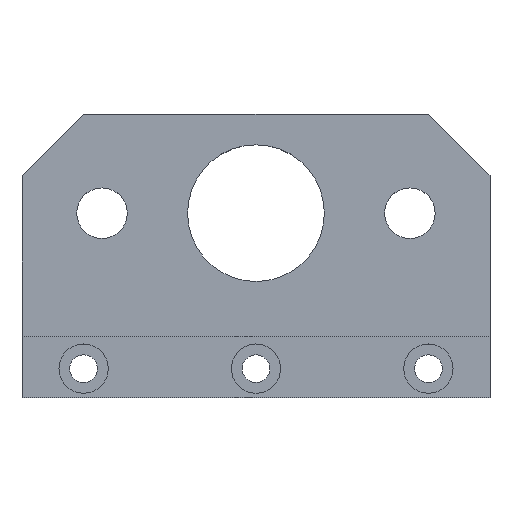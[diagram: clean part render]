
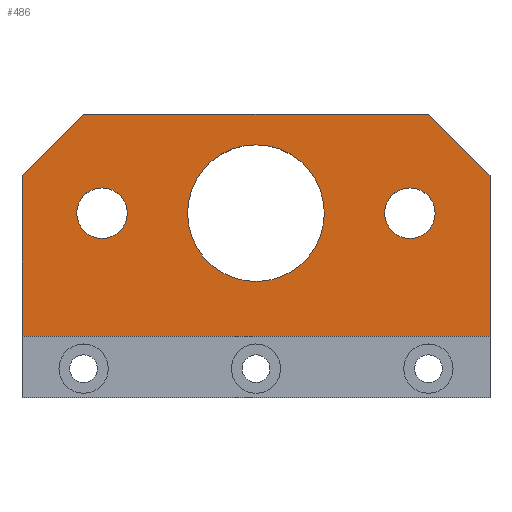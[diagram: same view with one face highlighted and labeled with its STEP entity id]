
A CAD part, top view. The second image highlights one B-rep face of the part: STEP entity #486.
In plain terms, the highlighted planar face has unit normal (0, 0, 1).
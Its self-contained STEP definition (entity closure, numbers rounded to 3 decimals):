
#116=LINE('',#784,#149);
#118=LINE('',#789,#151);
#119=LINE('',#791,#152);
#120=LINE('',#793,#153);
#121=LINE('',#794,#154);
#122=LINE('',#795,#155);
#149=VECTOR('',#644,10.);
#151=VECTOR('',#648,10.);
#152=VECTOR('',#649,10.);
#153=VECTOR('',#650,10.);
#154=VECTOR('',#651,10.);
#155=VECTOR('',#652,10.);
#184=FACE_BOUND('',#234,.T.);
#185=FACE_BOUND('',#235,.T.);
#186=FACE_BOUND('',#236,.T.);
#208=FACE_OUTER_BOUND('',#233,.T.);
#233=EDGE_LOOP('',(#401,#402,#403,#404,#405,#406));
#234=EDGE_LOOP('',(#407));
#235=EDGE_LOOP('',(#408));
#236=EDGE_LOOP('',(#409));
#268=CIRCLE('',#542,4.1);
#270=CIRCLE('',#545,4.1);
#271=CIRCLE('',#548,11.1);
#287=VERTEX_POINT('',#768);
#289=VERTEX_POINT('',#774);
#292=VERTEX_POINT('',#781);
#293=VERTEX_POINT('',#783);
#294=VERTEX_POINT('',#787);
#295=VERTEX_POINT('',#788);
#296=VERTEX_POINT('',#790);
#297=VERTEX_POINT('',#792);
#298=VERTEX_POINT('',#796);
#328=EDGE_CURVE('',#287,#287,#268,.T.);
#331=EDGE_CURVE('',#289,#289,#270,.T.);
#334=EDGE_CURVE('',#292,#293,#116,.T.);
#336=EDGE_CURVE('',#294,#295,#118,.T.);
#337=EDGE_CURVE('',#296,#294,#119,.T.);
#338=EDGE_CURVE('',#297,#296,#120,.T.);
#339=EDGE_CURVE('',#293,#297,#121,.T.);
#340=EDGE_CURVE('',#295,#292,#122,.T.);
#341=EDGE_CURVE('',#298,#298,#271,.T.);
#401=ORIENTED_EDGE('',*,*,#336,.F.);
#402=ORIENTED_EDGE('',*,*,#337,.F.);
#403=ORIENTED_EDGE('',*,*,#338,.F.);
#404=ORIENTED_EDGE('',*,*,#339,.F.);
#405=ORIENTED_EDGE('',*,*,#334,.F.);
#406=ORIENTED_EDGE('',*,*,#340,.F.);
#407=ORIENTED_EDGE('',*,*,#328,.T.);
#408=ORIENTED_EDGE('',*,*,#331,.T.);
#409=ORIENTED_EDGE('',*,*,#341,.F.);
#465=PLANE('',#547);
#486=ADVANCED_FACE('',(#208,#184,#185,#186),#465,.F.);
#542=AXIS2_PLACEMENT_3D('',#770,#631,#632);
#545=AXIS2_PLACEMENT_3D('',#776,#638,#639);
#547=AXIS2_PLACEMENT_3D('',#786,#646,#647);
#548=AXIS2_PLACEMENT_3D('',#797,#653,#654);
#631=DIRECTION('center_axis',(0.,0.,-1.));
#632=DIRECTION('ref_axis',(-1.,0.,0.));
#638=DIRECTION('center_axis',(0.,0.,-1.));
#639=DIRECTION('ref_axis',(-1.,0.,0.));
#644=DIRECTION('',(-1.,0.,0.));
#646=DIRECTION('center_axis',(0.,0.,-1.));
#647=DIRECTION('ref_axis',(-1.,0.,0.));
#648=DIRECTION('',(0.707,-0.707,0.));
#649=DIRECTION('',(1.,0.,0.));
#650=DIRECTION('',(0.707,0.707,0.));
#651=DIRECTION('',(0.,1.,0.));
#652=DIRECTION('',(0.,-1.,0.));
#653=DIRECTION('center_axis',(0.,0.,1.));
#654=DIRECTION('ref_axis',(-1.,0.,0.));
#768=CARTESIAN_POINT('',(29.093,6.95,1.));
#770=CARTESIAN_POINT('Origin',(24.993,6.95,1.));
#774=CARTESIAN_POINT('',(-20.907,6.95,1.));
#776=CARTESIAN_POINT('Origin',(-25.007,6.95,1.));
#781=CARTESIAN_POINT('',(38.,-13.05,1.));
#783=CARTESIAN_POINT('',(-38.,-13.05,1.));
#784=CARTESIAN_POINT('',(-20.,-13.05,1.));
#786=CARTESIAN_POINT('Origin',(0.,5.,1.));
#787=CARTESIAN_POINT('',(28.,23.05,1.));
#788=CARTESIAN_POINT('',(38.,13.05,1.));
#789=CARTESIAN_POINT('',(35.013,16.038,1.));
#790=CARTESIAN_POINT('',(-28.,23.05,1.));
#791=CARTESIAN_POINT('',(5.,23.05,1.));
#792=CARTESIAN_POINT('',(-38.,13.05,1.));
#793=CARTESIAN_POINT('',(-30.013,21.038,1.));
#794=CARTESIAN_POINT('',(-38.,9.025,1.));
#795=CARTESIAN_POINT('',(38.,-9.025,1.));
#796=CARTESIAN_POINT('',(11.093,6.95,1.));
#797=CARTESIAN_POINT('Origin',(-0.007,6.95,1.));
